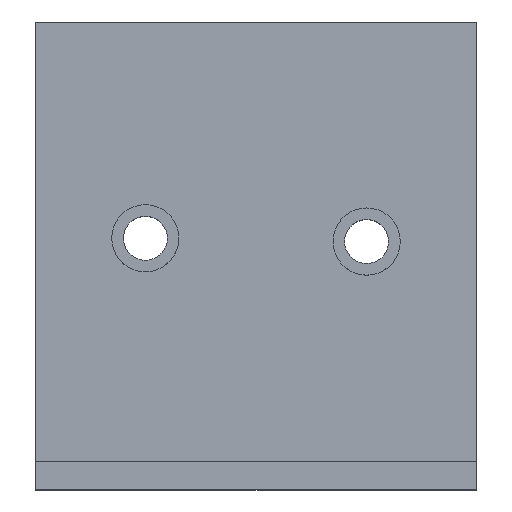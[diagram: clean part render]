
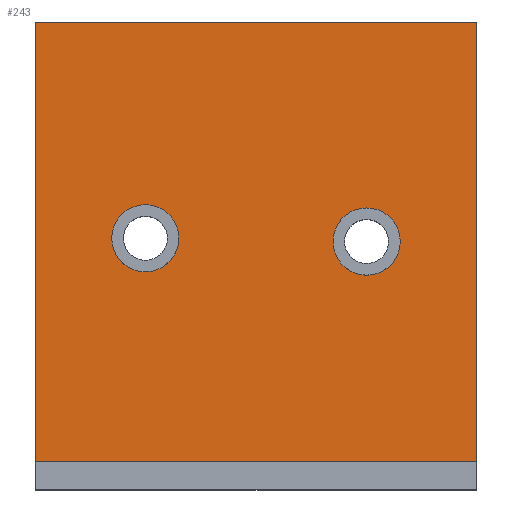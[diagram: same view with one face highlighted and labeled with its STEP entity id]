
A CAD part, top view. The second image highlights one B-rep face of the part: STEP entity #243.
In plain terms, the highlighted planar face has unit normal (0, 0, 1).
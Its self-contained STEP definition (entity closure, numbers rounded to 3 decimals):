
#17=FACE_BOUND('',#60,.T.);
#18=FACE_BOUND('',#61,.T.);
#29=PLANE('',#279);
#43=FACE_OUTER_BOUND('',#59,.T.);
#59=EDGE_LOOP('',(#215,#216,#217,#218));
#60=EDGE_LOOP('',(#219));
#61=EDGE_LOOP('',(#220));
#69=LINE('',#379,#91);
#81=LINE('',#404,#103);
#84=LINE('',#408,#106);
#86=LINE('',#411,#108);
#91=VECTOR('',#317,10.);
#103=VECTOR('',#335,10.);
#106=VECTOR('',#340,10.);
#108=VECTOR('',#344,10.);
#110=CIRCLE('',#261,7.747);
#114=CIRCLE('',#268,7.747);
#118=VERTEX_POINT('',#353);
#122=VERTEX_POINT('',#366);
#125=VERTEX_POINT('',#377);
#126=VERTEX_POINT('',#378);
#135=VERTEX_POINT('',#401);
#136=VERTEX_POINT('',#403);
#139=EDGE_CURVE('',#118,#118,#110,.T.);
#145=EDGE_CURVE('',#122,#122,#114,.T.);
#149=EDGE_CURVE('',#125,#126,#69,.T.);
#161=EDGE_CURVE('',#136,#135,#81,.T.);
#164=EDGE_CURVE('',#126,#136,#84,.T.);
#166=EDGE_CURVE('',#135,#125,#86,.T.);
#215=ORIENTED_EDGE('',*,*,#166,.T.);
#216=ORIENTED_EDGE('',*,*,#149,.T.);
#217=ORIENTED_EDGE('',*,*,#164,.T.);
#218=ORIENTED_EDGE('',*,*,#161,.T.);
#219=ORIENTED_EDGE('',*,*,#145,.T.);
#220=ORIENTED_EDGE('',*,*,#139,.T.);
#243=ADVANCED_FACE('',(#43,#17,#18),#29,.T.);
#261=AXIS2_PLACEMENT_3D('',#355,#288,#289);
#268=AXIS2_PLACEMENT_3D('',#368,#304,#305);
#279=AXIS2_PLACEMENT_3D('',#412,#345,#346);
#288=DIRECTION('center_axis',(0.,0.,-1.));
#289=DIRECTION('ref_axis',(1.,0.,0.));
#304=DIRECTION('center_axis',(0.,0.,-1.));
#305=DIRECTION('ref_axis',(1.,0.,0.));
#317=DIRECTION('',(1.,0.,0.));
#335=DIRECTION('',(-1.,0.,0.));
#340=DIRECTION('',(0.,1.,0.));
#344=DIRECTION('',(0.,-1.,0.));
#345=DIRECTION('center_axis',(0.,0.,1.));
#346=DIRECTION('ref_axis',(1.,0.,0.));
#353=CARTESIAN_POINT('',(68.58,50.927,12.7));
#355=CARTESIAN_POINT('Origin',(76.327,50.927,12.7));
#366=CARTESIAN_POINT('',(17.526,51.689,12.7));
#368=CARTESIAN_POINT('Origin',(25.273,51.689,12.7));
#377=CARTESIAN_POINT('',(0.,0.,12.7));
#378=CARTESIAN_POINT('',(101.6,0.,12.7));
#379=CARTESIAN_POINT('',(0.,0.,12.7));
#401=CARTESIAN_POINT('',(0.,101.6,12.7));
#403=CARTESIAN_POINT('',(101.6,101.6,12.7));
#404=CARTESIAN_POINT('',(101.6,101.6,12.7));
#408=CARTESIAN_POINT('',(101.6,0.,12.7));
#411=CARTESIAN_POINT('',(0.,101.6,12.7));
#412=CARTESIAN_POINT('Origin',(50.8,50.8,12.7));
